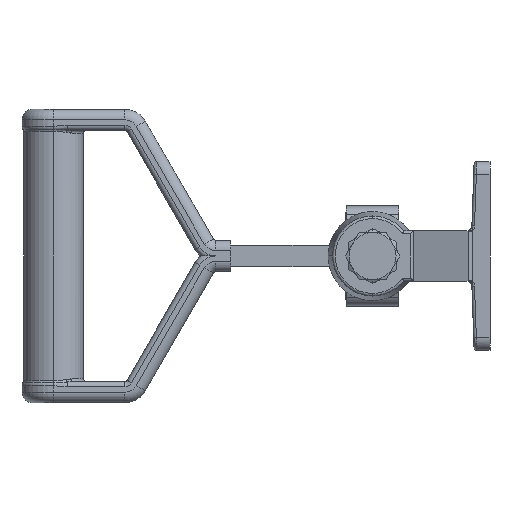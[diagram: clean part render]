
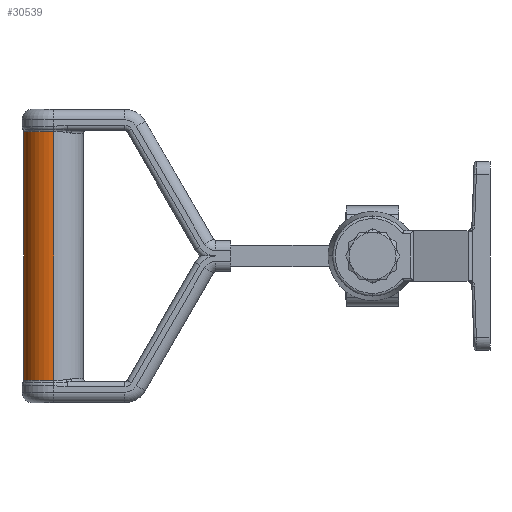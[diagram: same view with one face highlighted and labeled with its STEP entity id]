
A CAD part, left-side view. The second image highlights one B-rep face of the part: STEP entity #30539.
In plain terms, the highlighted cylindrical face has radius 11.25 mm (diameter 22.5 mm), a partial arc.
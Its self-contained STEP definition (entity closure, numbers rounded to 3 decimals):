
#4236 = FACE_OUTER_BOUND ( 'NONE', #14723, .T. ) ;
#4241 = CYLINDRICAL_SURFACE ( 'NONE', #18599, 11.25 ) ;
#8282 = CARTESIAN_POINT ( 'NONE',  ( -47.077, 67., -11.25 ) ) ;
#8287 = CARTESIAN_POINT ( 'NONE',  ( 47.077, 67., 11.25 ) ) ;
#8288 = CARTESIAN_POINT ( 'NONE',  ( 47.077, 67., -11.25 ) ) ;
#8300 = CARTESIAN_POINT ( 'NONE',  ( -47.077, 67., 11.25 ) ) ;
#8303 = CARTESIAN_POINT ( 'NONE',  ( -47.077, 78.25, 0. ) ) ;
#12750 = CIRCLE ( 'NONE', #28641, 11.25 ) ;
#12775 = CIRCLE ( 'NONE', #28655, 11.25 ) ;
#12797 = LINE ( 'NONE', #26165, #12801 ) ;
#12799 = CIRCLE ( 'NONE', #28656, 11.25 ) ;
#12801 = VECTOR ( 'NONE', #26158, 1000. ) ;
#12803 = LINE ( 'NONE', #26167, #12808 ) ;
#12808 = VECTOR ( 'NONE', #26168, 1000. ) ;
#13983 = ORIENTED_EDGE ( 'NONE', *, *, #21778, .T. ) ;
#13984 = ORIENTED_EDGE ( 'NONE', *, *, #21779, .T. ) ;
#13985 = ORIENTED_EDGE ( 'NONE', *, *, #21780, .T. ) ;
#13986 = ORIENTED_EDGE ( 'NONE', *, *, #21760, .T. ) ;
#13987 = ORIENTED_EDGE ( 'NONE', *, *, #21781, .F. ) ;
#14723 = EDGE_LOOP ( 'NONE', ( #13983, #13984, #13985, #13986, #13987 ) ) ;
#16126 = VERTEX_POINT ( 'NONE', #8282 ) ;
#16131 = VERTEX_POINT ( 'NONE', #8287 ) ;
#16132 = VERTEX_POINT ( 'NONE', #8288 ) ;
#16144 = VERTEX_POINT ( 'NONE', #8300 ) ;
#16147 = VERTEX_POINT ( 'NONE', #8303 ) ;
#18599 = AXIS2_PLACEMENT_3D ( 'NONE', #20059, #20041, #20060 ) ;
#20041 = DIRECTION ( 'NONE',  ( -1., 0., 0. ) ) ;
#20059 = CARTESIAN_POINT ( 'NONE',  ( -26.213, 67., 0. ) ) ;
#20060 = DIRECTION ( 'NONE',  ( 0., 0., 1. ) ) ;
#21760 = EDGE_CURVE ( 'NONE', #16147, #16144, #12750, .T. ) ;
#21778 = EDGE_CURVE ( 'NONE', #16131, #16132, #12775, .T. ) ;
#21779 = EDGE_CURVE ( 'NONE', #16132, #16126, #12797, .T. ) ;
#21780 = EDGE_CURVE ( 'NONE', #16126, #16147, #12799, .T. ) ;
#21781 = EDGE_CURVE ( 'NONE', #16131, #16144, #12803, .T. ) ;
#26115 = CARTESIAN_POINT ( 'NONE',  ( -47.077, 67., 0. ) ) ;
#26116 = DIRECTION ( 'NONE',  ( 1., 0., 0. ) ) ;
#26117 = DIRECTION ( 'NONE',  ( 0., 1., 0. ) ) ;
#26158 = DIRECTION ( 'NONE',  ( -1., 0., 0. ) ) ;
#26165 = CARTESIAN_POINT ( 'NONE',  ( -26.213, 67., -11.25 ) ) ;
#26167 = CARTESIAN_POINT ( 'NONE',  ( -26.213, 67., 11.25 ) ) ;
#26168 = DIRECTION ( 'NONE',  ( -1., 0., 0. ) ) ;
#26169 = CARTESIAN_POINT ( 'NONE',  ( 47.077, 67., 0. ) ) ;
#26170 = DIRECTION ( 'NONE',  ( -1., 0., 0. ) ) ;
#26171 = DIRECTION ( 'NONE',  ( 0., 0., 1. ) ) ;
#26173 = CARTESIAN_POINT ( 'NONE',  ( -47.077, 67., 0. ) ) ;
#26174 = DIRECTION ( 'NONE',  ( 1., 0., 0. ) ) ;
#26175 = DIRECTION ( 'NONE',  ( 0., 1., 0. ) ) ;
#28641 = AXIS2_PLACEMENT_3D ( 'NONE', #26115, #26116, #26117 ) ;
#28655 = AXIS2_PLACEMENT_3D ( 'NONE', #26169, #26170, #26171 ) ;
#28656 = AXIS2_PLACEMENT_3D ( 'NONE', #26173, #26174, #26175 ) ;
#30539 = ADVANCED_FACE ( 'NONE', ( #4236 ), #4241, .T. ) ;
